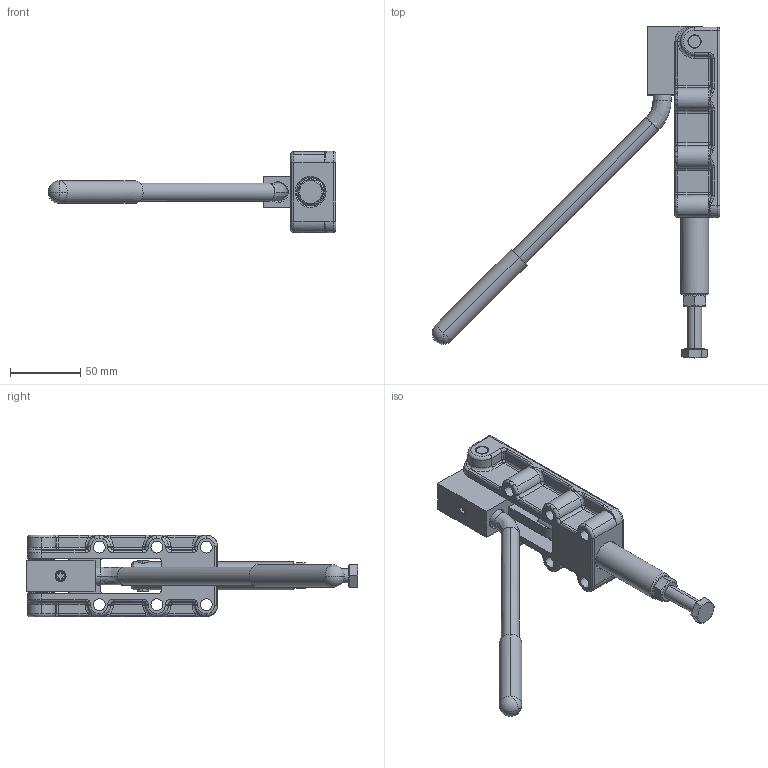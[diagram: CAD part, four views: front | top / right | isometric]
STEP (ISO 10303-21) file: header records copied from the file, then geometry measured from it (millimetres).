
FILE_DESCRIPTION(('CATIA V5 STEP Exchange'),'2;1');
FILE_NAME('SCHUBSTANGENSPANNER_TS_P_1200_90L_357888.stp','2018-08-16T12:03:07+00:00',('none'),('none'),'CATIA Version 5 Release 19 SP 9 (IN-10)','CATIA V5 STEP AP214','none');
FILE_SCHEMA(('AUTOMOTIVE_DESIGN { 1 0 10303 214 1 1 1 1 }'));
Length unit declared in the file: millimetre
Products named in the file (1): SCHUBSTANGENSPANNER_TS_P_1200_90L_357888
Bounding box: 204.51 x 235.81 x 58.1 mm (x, y, z)
Volume: 235738.7 mm3; surface area: 71184.2 mm2
Topology: 1 solids, 3 shells, 430 faces, 1307 edges, 863 vertices
Faces by surface type: cylinder 155, bspline 88, plane 85, cone 46, torus 30, sphere 26
Entity records: 21586 total; most frequent: CARTESIAN_POINT 11464, ORIENTED_EDGE 2550, DIRECTION 1360, EDGE_CURVE 1275, VERTEX_POINT 863, AXIS2_PLACEMENT_3D 674, B_SPLINE_CURVE_WITH_KNOTS 502, EDGE_LOOP 468
